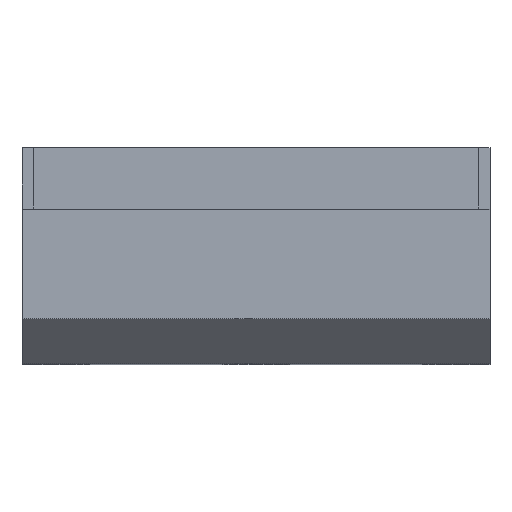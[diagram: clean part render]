
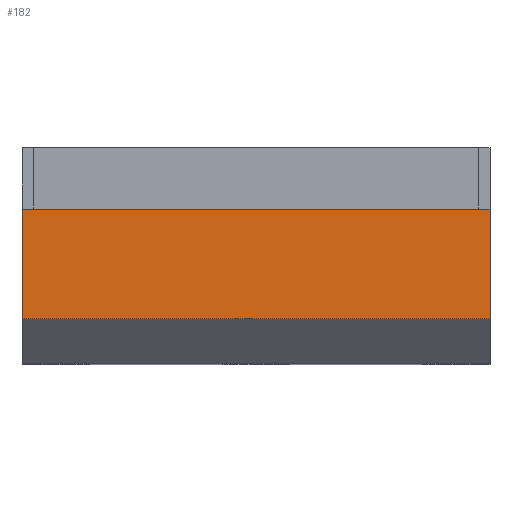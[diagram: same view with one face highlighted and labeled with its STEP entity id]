
A CAD part, top view. The second image highlights one B-rep face of the part: STEP entity #182.
In plain terms, the highlighted planar face has unit normal (0, 0, 1).
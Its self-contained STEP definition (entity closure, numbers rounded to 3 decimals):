
#27=VECTOR('',#28,1.);
#28=DIRECTION('',(-1.,0.,0.));
#53=ORIENTED_EDGE('',*,*,#54,.F.);
#54=EDGE_CURVE('',#55,#57,#59,.T.);
#55=VERTEX_POINT('',#56);
#56=CARTESIAN_POINT('',(8.6,1.43,14.25));
#57=VERTEX_POINT('',#58);
#58=CARTESIAN_POINT('',(-1.8,1.43,14.25));
#59=LINE('',#56,#27);
#77=DIRECTION('',(0.,0.,-1.));
#100=DIRECTION('',(0.,-1.,0.));
#110=LINE('',#111,#112);
#111=CARTESIAN_POINT('',(-1.8,-2.,14.25));
#112=VECTOR('',#113,1.);
#113=DIRECTION('',(0.,1.,0.));
#127=CARTESIAN_POINT('',(8.6,2.8,14.25));
#182=ADVANCED_FACE('',(#183),#198,.F.);
#183=FACE_BOUND('',#184,.F.);
#184=EDGE_LOOP('',(#53,#185,#191,#196));
#185=ORIENTED_EDGE('',*,*,#186,.T.);
#186=EDGE_CURVE('',#55,#187,#189,.T.);
#187=VERTEX_POINT('',#188);
#188=CARTESIAN_POINT('',(8.6,-1.,14.25));
#189=LINE('',#127,#190);
#190=VECTOR('',#100,1.);
#191=ORIENTED_EDGE('',*,*,#192,.T.);
#192=EDGE_CURVE('',#187,#193,#195,.T.);
#193=VERTEX_POINT('',#194);
#194=CARTESIAN_POINT('',(-1.8,-1.,14.25));
#195=LINE('',#188,#27);
#196=ORIENTED_EDGE('',*,*,#197,.T.);
#197=EDGE_CURVE('',#193,#57,#110,.T.);
#198=PLANE('',#199);
#199=AXIS2_PLACEMENT_3D('',#200,#77,#100);
#200=CARTESIAN_POINT('',(3.4,0.4,14.25));
